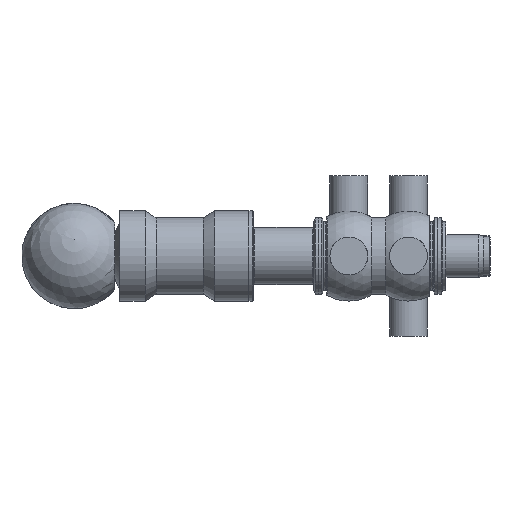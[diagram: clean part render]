
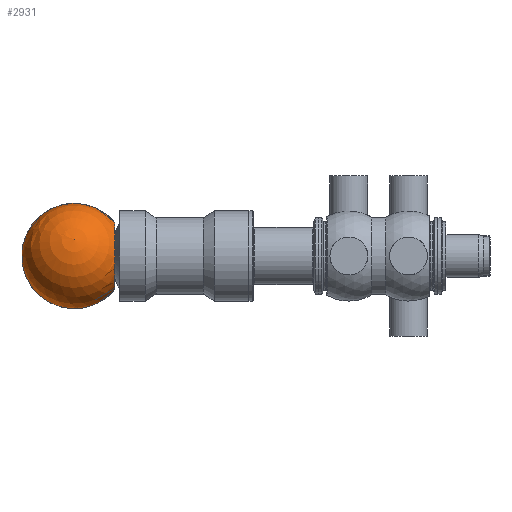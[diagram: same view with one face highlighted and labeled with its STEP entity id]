
A CAD part, left-side view. The second image highlights one B-rep face of the part: STEP entity #2931.
In plain terms, the highlighted spherical face has radius 72.5 mm.
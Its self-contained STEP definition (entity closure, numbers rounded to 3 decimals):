
#825=FACE_BOUND('',#1077,.T.);
#1077=EDGE_LOOP('',(#2380));
#1607=CIRCLE('',#3226,46.648);
#1850=VERTEX_POINT('',#4987);
#2115=EDGE_CURVE('',#1850,#1850,#1607,.T.);
#2380=ORIENTED_EDGE('',*,*,#2115,.F.);
#2910=SPHERICAL_SURFACE('',#3225,72.5);
#2931=ADVANCED_FACE('',(#825),#2910,.T.);
#3225=AXIS2_PLACEMENT_3D('',#4986,#3813,#3814);
#3226=AXIS2_PLACEMENT_3D('',#4988,#3815,#3816);
#3813=DIRECTION('center_axis',(0.,0.,1.));
#3814=DIRECTION('ref_axis',(1.,0.,0.));
#3815=DIRECTION('center_axis',(0.,-1.,0.));
#3816=DIRECTION('ref_axis',(1.,0.,0.));
#4986=CARTESIAN_POINT('Origin',(150.,266.5,0.));
#4987=CARTESIAN_POINT('',(196.648,211.,0.));
#4988=CARTESIAN_POINT('Origin',(150.,211.,0.));
